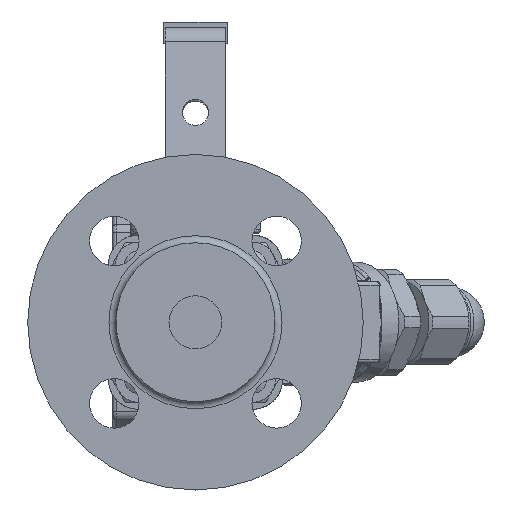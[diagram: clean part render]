
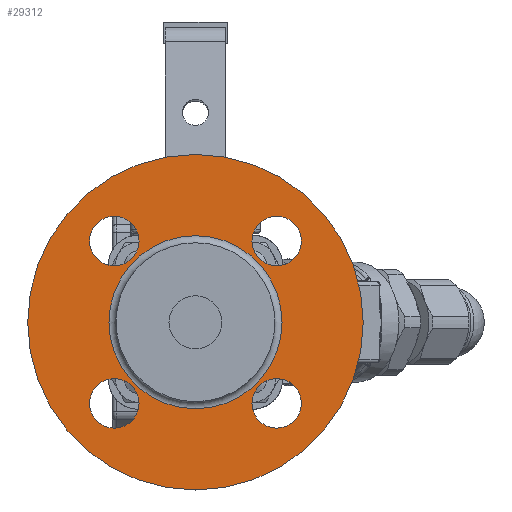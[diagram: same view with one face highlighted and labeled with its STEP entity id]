
A CAD part, left-side view. The second image highlights one B-rep face of the part: STEP entity #29312.
In plain terms, the highlighted planar face has unit normal (-1, 0, 0).
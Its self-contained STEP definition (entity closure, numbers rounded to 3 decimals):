
#5453=FACE_BOUND('',#10011,.T.);
#5454=FACE_BOUND('',#10012,.T.);
#5455=FACE_BOUND('',#10013,.T.);
#5456=FACE_BOUND('',#10014,.T.);
#5457=FACE_BOUND('',#10015,.T.);
#6036=PLANE('',#32321);
#8118=FACE_OUTER_BOUND('',#10010,.T.);
#10010=EDGE_LOOP('',(#26007));
#10011=EDGE_LOOP('',(#26008));
#10012=EDGE_LOOP('',(#26009));
#10013=EDGE_LOOP('',(#26010));
#10014=EDGE_LOOP('',(#26011));
#10015=EDGE_LOOP('',(#26012));
#11534=CIRCLE('',#32320,24.5);
#11535=CIRCLE('',#32322,47.5);
#11536=CIRCLE('',#32323,7.);
#11537=CIRCLE('',#32324,7.);
#11538=CIRCLE('',#32325,7.);
#11539=CIRCLE('',#32326,7.);
#14072=VERTEX_POINT('',#60453);
#14073=VERTEX_POINT('',#60457);
#14074=VERTEX_POINT('',#60459);
#14075=VERTEX_POINT('',#60461);
#14076=VERTEX_POINT('',#60463);
#14077=VERTEX_POINT('',#60465);
#18128=EDGE_CURVE('',#14072,#14072,#11534,.T.);
#18129=EDGE_CURVE('',#14073,#14073,#11535,.T.);
#18130=EDGE_CURVE('',#14074,#14074,#11536,.T.);
#18131=EDGE_CURVE('',#14075,#14075,#11537,.T.);
#18132=EDGE_CURVE('',#14076,#14076,#11538,.T.);
#18133=EDGE_CURVE('',#14077,#14077,#11539,.T.);
#26007=ORIENTED_EDGE('',*,*,#18129,.F.);
#26008=ORIENTED_EDGE('',*,*,#18130,.T.);
#26009=ORIENTED_EDGE('',*,*,#18131,.T.);
#26010=ORIENTED_EDGE('',*,*,#18132,.T.);
#26011=ORIENTED_EDGE('',*,*,#18133,.T.);
#26012=ORIENTED_EDGE('',*,*,#18128,.F.);
#29312=ADVANCED_FACE('',(#8118,#5453,#5454,#5455,#5456,#5457),#6036,.F.);
#32320=AXIS2_PLACEMENT_3D('',#60455,#39290,#39291);
#32321=AXIS2_PLACEMENT_3D('',#60456,#39292,#39293);
#32322=AXIS2_PLACEMENT_3D('',#60458,#39294,#39295);
#32323=AXIS2_PLACEMENT_3D('',#60460,#39296,#39297);
#32324=AXIS2_PLACEMENT_3D('',#60462,#39298,#39299);
#32325=AXIS2_PLACEMENT_3D('',#60464,#39300,#39301);
#32326=AXIS2_PLACEMENT_3D('',#60466,#39302,#39303);
#39290=DIRECTION('center_axis',(-1.,0.,0.));
#39291=DIRECTION('ref_axis',(0.,0.,
-1.));
#39292=DIRECTION('center_axis',(1.,0.,0.));
#39293=DIRECTION('ref_axis',(0.,0.,
-1.));
#39294=DIRECTION('center_axis',(1.,0.,0.));
#39295=DIRECTION('ref_axis',(0.,0.,
-1.));
#39296=DIRECTION('center_axis',(1.,0.,0.));
#39297=DIRECTION('ref_axis',(0.,0.,
1.));
#39298=DIRECTION('center_axis',(1.,0.,0.));
#39299=DIRECTION('ref_axis',(0.,-1.,0.));
#39300=DIRECTION('center_axis',(1.,0.,0.));
#39301=DIRECTION('ref_axis',(0.,0.,
-1.));
#39302=DIRECTION('center_axis',(1.,0.,0.));
#39303=DIRECTION('ref_axis',(0.,1.,0.));
#60453=CARTESIAN_POINT('',(-154.036,18.833,22.983));
#60455=CARTESIAN_POINT('Origin',(-154.036,18.833,-1.517));
#60456=CARTESIAN_POINT('Origin',(-154.036,18.833,-1.517));
#60457=CARTESIAN_POINT('',(-154.036,18.833,45.983));
#60458=CARTESIAN_POINT('Origin',(-154.036,18.833,-1.517));
#60459=CARTESIAN_POINT('',(-154.036,41.814,14.464));
#60460=CARTESIAN_POINT('Origin',(-154.036,41.814,21.464));
#60461=CARTESIAN_POINT('',(-154.036,2.852,21.464));
#60462=CARTESIAN_POINT('Origin',(-154.036,-4.148,21.464));
#60463=CARTESIAN_POINT('',(-154.036,-4.148,-17.498));
#60464=CARTESIAN_POINT('Origin',(-154.036,-4.148,-24.498));
#60465=CARTESIAN_POINT('',(-154.036,34.814,-24.498));
#60466=CARTESIAN_POINT('Origin',(-154.036,41.814,-24.498));
